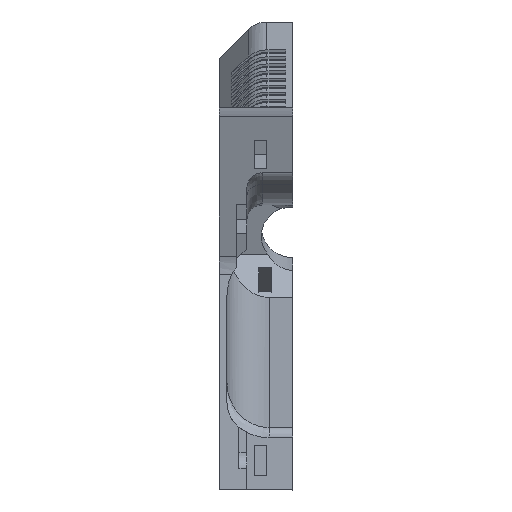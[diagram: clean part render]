
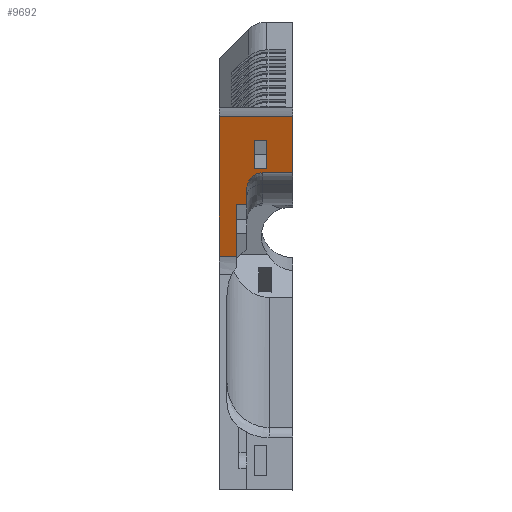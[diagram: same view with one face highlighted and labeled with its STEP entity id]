
A CAD part, top view. The second image highlights one B-rep face of the part: STEP entity #9692.
In plain terms, the highlighted planar face has unit normal (0, -0.342, 0.94).
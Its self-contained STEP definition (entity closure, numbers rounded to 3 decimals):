
#39=FACE_BOUND('',#1126,.T.);
#614=FACE_OUTER_BOUND('',#1125,.T.);
#1125=EDGE_LOOP('',(#8393,#8394,#8395,#8396,#8397,#8398,#8399,#8400,#8401));
#1126=EDGE_LOOP('',(#8402,#8403,#8404,#8405));
#1190=ELLIPSE('',#10348,3.193,3.);
#1523=LINE('',#12934,#2607);
#1643=LINE('',#13298,#2727);
#2441=LINE('',#16636,#3525);
#2459=LINE('',#16744,#3543);
#2488=LINE('',#16979,#3572);
#2494=LINE('',#17019,#3578);
#2503=LINE('',#17041,#3587);
#2506=LINE('',#17046,#3590);
#2532=LINE('',#17329,#3616);
#2533=LINE('',#17331,#3617);
#2534=LINE('',#17332,#3618);
#2535=LINE('',#17333,#3619);
#2607=VECTOR('',#10450,10.);
#2727=VECTOR('',#10700,10.);
#3525=VECTOR('',#12462,10.);
#3543=VECTOR('',#12498,10.);
#3572=VECTOR('',#12565,10.);
#3578=VECTOR('',#12579,10.);
#3587=VECTOR('',#12600,10.);
#3590=VECTOR('',#12607,10.);
#3616=VECTOR('',#12703,10.);
#3617=VECTOR('',#12706,10.);
#3618=VECTOR('',#12707,10.);
#3619=VECTOR('',#12708,10.);
#3697=VERTEX_POINT('',#12931);
#3698=VERTEX_POINT('',#12933);
#3807=VERTEX_POINT('',#13295);
#3808=VERTEX_POINT('',#13297);
#4507=VERTEX_POINT('',#16633);
#4508=VERTEX_POINT('',#16635);
#4531=VERTEX_POINT('',#16740);
#4533=VERTEX_POINT('',#16743);
#4569=VERTEX_POINT('',#16976);
#4570=VERTEX_POINT('',#16978);
#4577=VERTEX_POINT('',#17017);
#4578=VERTEX_POINT('',#17018);
#4585=VERTEX_POINT('',#17040);
#4644=EDGE_CURVE('',#3697,#3698,#1523,.T.);
#4792=EDGE_CURVE('',#3808,#3807,#1643,.T.);
#5832=EDGE_CURVE('',#4508,#4507,#2441,.T.);
#5858=EDGE_CURVE('',#4533,#4531,#2459,.T.);
#5906=EDGE_CURVE('',#4570,#4569,#2488,.T.);
#5916=EDGE_CURVE('',#4577,#4578,#2494,.T.);
#5928=EDGE_CURVE('',#4585,#3808,#2503,.F.);
#5931=EDGE_CURVE('',#4570,#4578,#2506,.T.);
#5934=EDGE_CURVE('',#4569,#4585,#1190,.T.);
#5979=EDGE_CURVE('',#4577,#3697,#2532,.T.);
#5980=EDGE_CURVE('',#3807,#3698,#2533,.T.);
#5981=EDGE_CURVE('',#4531,#4508,#2534,.T.);
#5982=EDGE_CURVE('',#4507,#4533,#2535,.T.);
#8393=ORIENTED_EDGE('',*,*,#5979,.F.);
#8394=ORIENTED_EDGE('',*,*,#5916,.T.);
#8395=ORIENTED_EDGE('',*,*,#5931,.F.);
#8396=ORIENTED_EDGE('',*,*,#5906,.T.);
#8397=ORIENTED_EDGE('',*,*,#5934,.T.);
#8398=ORIENTED_EDGE('',*,*,#5928,.T.);
#8399=ORIENTED_EDGE('',*,*,#4792,.T.);
#8400=ORIENTED_EDGE('',*,*,#5980,.T.);
#8401=ORIENTED_EDGE('',*,*,#4644,.F.);
#8402=ORIENTED_EDGE('',*,*,#5981,.T.);
#8403=ORIENTED_EDGE('',*,*,#5832,.T.);
#8404=ORIENTED_EDGE('',*,*,#5982,.T.);
#8405=ORIENTED_EDGE('',*,*,#5858,.T.);
#9207=PLANE('',#10380);
#9692=ADVANCED_FACE('',(#614,#39),#9207,.T.);
#10348=AXIS2_PLACEMENT_3D('',#17051,#12615,#12616);
#10380=AXIS2_PLACEMENT_3D('',#17330,#12704,#12705);
#10450=DIRECTION('',(0.,0.94,0.342));
#10700=DIRECTION('',(0.,0.94,0.342));
#12462=DIRECTION('',(0.,-0.94,-0.342));
#12498=DIRECTION('',(0.,0.94,0.342));
#12565=DIRECTION('',(0.,0.94,0.342));
#12579=DIRECTION('',(0.,0.94,0.342));
#12600=DIRECTION('',(-1.,0.,0.));
#12607=DIRECTION('',(-1.,0.,0.));
#12615=DIRECTION('center_axis',(0.,0.342,
-0.94));
#12616=DIRECTION('ref_axis',(0.,0.94,0.342));
#12703=DIRECTION('',(-1.,0.,0.));
#12704=DIRECTION('center_axis',(0.,-0.342,
0.94));
#12705=DIRECTION('ref_axis',(0.,-0.94,-0.342));
#12706=DIRECTION('',(-1.,0.,0.));
#12707=DIRECTION('',(1.,0.,0.));
#12708=DIRECTION('',(-1.,0.,0.));
#12931=CARTESIAN_POINT('',(-14.,67.186,-0.862));
#12933=CARTESIAN_POINT('',(-14.,93.641,8.767));
#12934=CARTESIAN_POINT('',(-14.,70.173,0.226));
#13295=CARTESIAN_POINT('',(0.,93.641,8.767));
#13297=CARTESIAN_POINT('',(0.,82.98,4.887));
#13298=CARTESIAN_POINT('',(0.,72.607,1.112));
#16633=CARTESIAN_POINT('',(-5.,83.84,5.2));
#16635=CARTESIAN_POINT('',(-5.,89.197,7.15));
#16636=CARTESIAN_POINT('',(-5.,89.879,7.398));
#16740=CARTESIAN_POINT('',(-7.3,89.197,7.15));
#16743=CARTESIAN_POINT('',(-7.3,83.84,5.2));
#16744=CARTESIAN_POINT('',(-7.3,89.879,7.398));
#16976=CARTESIAN_POINT('',(-8.75,79.98,3.795));
#16978=CARTESIAN_POINT('',(-8.75,76.928,2.684));
#16979=CARTESIAN_POINT('',(-8.75,85.399,5.767));
#17017=CARTESIAN_POINT('',(-10.75,67.186,-0.862));
#17018=CARTESIAN_POINT('',(-10.75,76.928,2.684));
#17019=CARTESIAN_POINT('',(-10.75,85.399,5.767));
#17040=CARTESIAN_POINT('',(-5.75,82.98,4.887));
#17041=CARTESIAN_POINT('',(-12.875,82.98,4.887));
#17046=CARTESIAN_POINT('',(-4.125,76.928,2.684));
#17051=CARTESIAN_POINT('Origin',(-5.75,79.98,3.795));
#17329=CARTESIAN_POINT('',(-13.6,67.186,-0.862));
#17330=CARTESIAN_POINT('Origin',(-17.,93.24,8.621));
#17331=CARTESIAN_POINT('',(-13.6,93.641,8.767));
#17332=CARTESIAN_POINT('',(-8.5,89.197,7.15));
#17333=CARTESIAN_POINT('',(-8.5,83.84,5.2));
